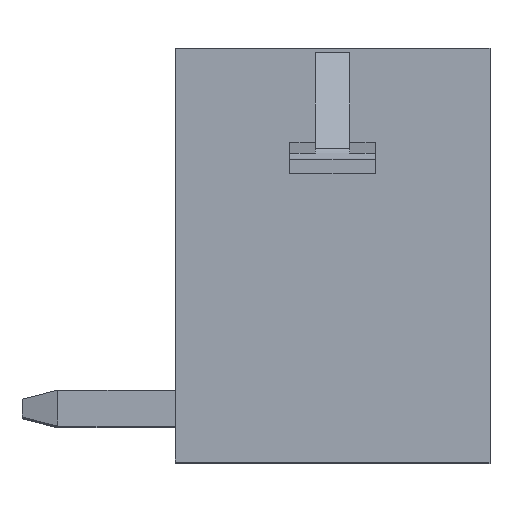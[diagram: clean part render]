
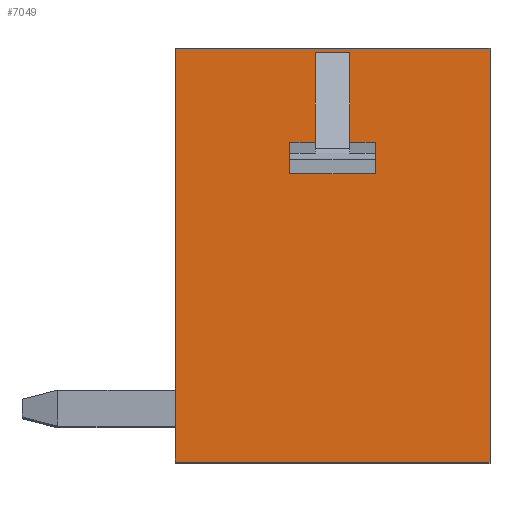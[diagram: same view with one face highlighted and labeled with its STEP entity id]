
A CAD part, top view. The second image highlights one B-rep face of the part: STEP entity #7049.
In plain terms, the highlighted planar face has unit normal (0, 0, 1).
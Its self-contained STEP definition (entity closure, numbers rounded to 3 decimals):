
#1259=DIRECTION('',(1.,0.,0.));
#1260=VECTOR('',#1259,7.);
#1261=CARTESIAN_POINT('',(-3.6,-3.853,0.));
#1262=LINE('',#1261,#1260);
#1263=DIRECTION('',(0.,-1.,0.));
#1264=VECTOR('',#1263,9.2);
#1265=CARTESIAN_POINT('',(-3.6,5.347,0.));
#1266=LINE('',#1265,#1264);
#1267=DIRECTION('',(-1.,0.,0.));
#1268=VECTOR('',#1267,7.);
#1269=CARTESIAN_POINT('',(3.4,5.347,0.));
#1270=LINE('',#1269,#1268);
#1271=DIRECTION('',(0.,1.,0.));
#1272=VECTOR('',#1271,9.2);
#1273=CARTESIAN_POINT('',(3.4,-3.853,0.));
#1274=LINE('',#1273,#1272);
#1275=DIRECTION('',(0.,1.,0.));
#1276=VECTOR('',#1275,0.495);
#1277=CARTESIAN_POINT('',(0.85,2.747,0.));
#1278=LINE('',#1277,#1276);
#1279=DIRECTION('',(-1.,0.,0.));
#1280=VECTOR('',#1279,0.76);
#1281=CARTESIAN_POINT('',(0.28,5.244,0.));
#1282=LINE('',#1281,#1280);
#1283=DIRECTION('',(1.,0.,0.));
#1284=VECTOR('',#1283,0.57);
#1285=CARTESIAN_POINT('',(-1.05,3.242,0.));
#1286=LINE('',#1285,#1284);
#1287=DIRECTION('',(0.,1.,0.));
#1288=VECTOR('',#1287,0.495);
#1289=CARTESIAN_POINT('',(-1.05,2.747,0.));
#1290=LINE('',#1289,#1288);
#1291=DIRECTION('',(-1.,0.,0.));
#1292=VECTOR('',#1291,1.9);
#1293=CARTESIAN_POINT('',(0.85,2.747,0.));
#1294=LINE('',#1293,#1292);
#1316=DIRECTION('',(-1.,0.,0.));
#1317=VECTOR('',#1316,0.57);
#1318=CARTESIAN_POINT('',(0.85,3.242,0.));
#1319=LINE('',#1318,#1317);
#1320=DIRECTION('',(0.,-1.,0.));
#1321=VECTOR('',#1320,2.002);
#1322=CARTESIAN_POINT('',(0.28,5.244,0.));
#1323=LINE('',#1322,#1321);
#1387=DIRECTION('',(0.,1.,0.));
#1388=VECTOR('',#1387,2.002);
#1389=CARTESIAN_POINT('',(-0.48,3.242,0.));
#1390=LINE('',#1389,#1388);
#4497=CARTESIAN_POINT('',(-3.6,-3.853,0.));
#4498=CARTESIAN_POINT('',(3.4,-3.853,0.));
#4499=VERTEX_POINT('',#4497);
#4500=VERTEX_POINT('',#4498);
#4501=CARTESIAN_POINT('',(3.4,5.347,0.));
#4502=VERTEX_POINT('',#4501);
#4503=CARTESIAN_POINT('',(-3.6,5.347,0.));
#4504=VERTEX_POINT('',#4503);
#5460=CARTESIAN_POINT('',(0.85,2.747,0.));
#5461=VERTEX_POINT('',#5460);
#5462=CARTESIAN_POINT('',(-1.05,2.747,0.));
#5463=VERTEX_POINT('',#5462);
#5465=CARTESIAN_POINT('',(-0.48,3.242,0.));
#5467=VERTEX_POINT('',#5465);
#5468=CARTESIAN_POINT('',(-0.48,5.244,0.));
#5469=VERTEX_POINT('',#5468);
#5470=CARTESIAN_POINT('',(-1.05,3.242,0.));
#5471=VERTEX_POINT('',#5470);
#5476=CARTESIAN_POINT('',(0.28,5.244,0.));
#5477=CARTESIAN_POINT('',(0.28,3.242,0.));
#5478=VERTEX_POINT('',#5476);
#5479=VERTEX_POINT('',#5477);
#5482=CARTESIAN_POINT('',(0.85,3.242,0.));
#5483=VERTEX_POINT('',#5482);
#7020=CARTESIAN_POINT('',(0.,0.,0.));
#7021=DIRECTION('',(0.,0.,1.));
#7022=DIRECTION('',(1.,0.,0.));
#7023=AXIS2_PLACEMENT_3D('',#7020,#7021,#7022);
#7024=PLANE('',#7023);
#7025=ORIENTED_EDGE('',*,*,#6668,.F.);
#7026=ORIENTED_EDGE('',*,*,#6490,.F.);
#7027=ORIENTED_EDGE('',*,*,#6080,.F.);
#7028=ORIENTED_EDGE('',*,*,#6766,.F.);
#7029=EDGE_LOOP('',(#7025,#7026,#7027,#7028));
#7030=FACE_OUTER_BOUND('',#7029,.F.);
#7032=ORIENTED_EDGE('',*,*,#7031,.T.);
#7034=ORIENTED_EDGE('',*,*,#7033,.T.);
#7036=ORIENTED_EDGE('',*,*,#7035,.F.);
#7038=ORIENTED_EDGE('',*,*,#7037,.T.);
#7040=ORIENTED_EDGE('',*,*,#7039,.F.);
#7042=ORIENTED_EDGE('',*,*,#7041,.F.);
#7044=ORIENTED_EDGE('',*,*,#7043,.F.);
#7046=ORIENTED_EDGE('',*,*,#7045,.F.);
#7047=EDGE_LOOP('',(#7032,#7034,#7036,#7038,#7040,#7042,#7044,#7046));
#7048=FACE_BOUND('',#7047,.F.);
#6080=EDGE_CURVE('',#4502,#4504,#1270,.T.);
#6490=EDGE_CURVE('',#4504,#4499,#1266,.T.);
#6668=EDGE_CURVE('',#4499,#4500,#1262,.T.);
#6766=EDGE_CURVE('',#4500,#4502,#1274,.T.);
#7031=EDGE_CURVE('',#5461,#5483,#1278,.T.);
#7033=EDGE_CURVE('',#5483,#5479,#1319,.T.);
#7035=EDGE_CURVE('',#5478,#5479,#1323,.T.);
#7037=EDGE_CURVE('',#5478,#5469,#1282,.T.);
#7039=EDGE_CURVE('',#5467,#5469,#1390,.T.);
#7041=EDGE_CURVE('',#5471,#5467,#1286,.T.);
#7043=EDGE_CURVE('',#5463,#5471,#1290,.T.);
#7045=EDGE_CURVE('',#5461,#5463,#1294,.T.);
#7049=ADVANCED_FACE('',(#7030,#7048),#7024,.T.);
